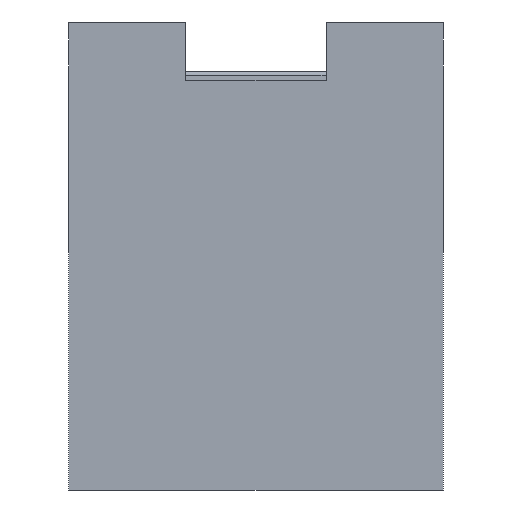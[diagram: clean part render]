
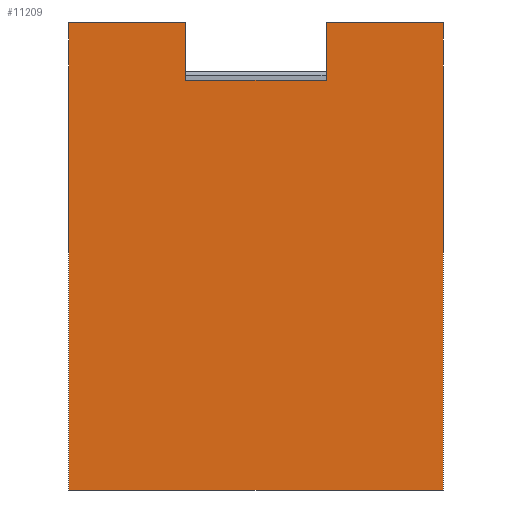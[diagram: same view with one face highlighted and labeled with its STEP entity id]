
A CAD part, front view. The second image highlights one B-rep face of the part: STEP entity #11209.
In plain terms, the highlighted planar face has unit normal (0, -1, 0).
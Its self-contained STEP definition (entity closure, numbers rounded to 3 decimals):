
#17=DIRECTION('',(0.,0.,-1.));
#18=VECTOR('',#17,2.);
#19=CARTESIAN_POINT('',(-0.8,-1.6,1.));
#20=LINE('',#19,#18);
#3856=DIRECTION('',(0.,0.,-1.));
#3857=VECTOR('',#3856,2.);
#3858=CARTESIAN_POINT('',(0.8,-1.6,1.));
#3859=LINE('',#3858,#3857);
#3941=DIRECTION('',(0.,0.,-1.));
#3942=VECTOR('',#3941,0.25);
#3943=CARTESIAN_POINT('',(0.3,-1.6,1.));
#3944=LINE('',#3943,#3942);
#3945=DIRECTION('',(1.,0.,0.));
#3946=VECTOR('',#3945,0.5);
#3947=CARTESIAN_POINT('',(0.3,-1.6,1.));
#3948=LINE('',#3947,#3946);
#3949=DIRECTION('',(1.,0.,0.));
#3950=VECTOR('',#3949,0.5);
#3951=CARTESIAN_POINT('',(-0.8,-1.6,1.));
#3952=LINE('',#3951,#3950);
#3953=DIRECTION('',(0.,0.,-1.));
#3954=VECTOR('',#3953,0.25);
#3955=CARTESIAN_POINT('',(-0.3,-1.6,1.));
#3956=LINE('',#3955,#3954);
#3957=DIRECTION('',(1.,0.,0.));
#3958=VECTOR('',#3957,0.6);
#3959=CARTESIAN_POINT('',(-0.3,-1.6,0.75));
#3960=LINE('',#3959,#3958);
#3961=DIRECTION('',(1.,0.,0.));
#3962=VECTOR('',#3961,1.6);
#3963=CARTESIAN_POINT('',(-0.8,-1.6,-1.));
#3964=LINE('',#3963,#3962);
#4252=CARTESIAN_POINT('',(-0.8,-1.6,1.));
#4254=VERTEX_POINT('',#4252);
#4255=CARTESIAN_POINT('',(-0.8,-1.6,-1.));
#4256=VERTEX_POINT('',#4255);
#4264=CARTESIAN_POINT('',(0.8,-1.6,1.));
#4266=VERTEX_POINT('',#4264);
#4267=CARTESIAN_POINT('',(0.8,-1.6,-1.));
#4268=VERTEX_POINT('',#4267);
#4282=CARTESIAN_POINT('',(0.3,-1.6,1.));
#4284=VERTEX_POINT('',#4282);
#4286=CARTESIAN_POINT('',(-0.3,-1.6,1.));
#4288=VERTEX_POINT('',#4286);
#4289=CARTESIAN_POINT('',(0.3,-1.6,0.75));
#4290=VERTEX_POINT('',#4289);
#4291=CARTESIAN_POINT('',(-0.3,-1.6,0.75));
#4292=VERTEX_POINT('',#4291);
#11193=CARTESIAN_POINT('',(-0.8,-1.6,1.));
#11194=DIRECTION('',(0.,-1.,0.));
#11195=DIRECTION('',(0.,0.,-1.));
#11196=AXIS2_PLACEMENT_3D('',#11193,#11194,#11195);
#11197=PLANE('',#11196);
#11198=ORIENTED_EDGE('',*,*,#11019,.F.);
#11199=ORIENTED_EDGE('',*,*,#11175,.T.);
#11200=ORIENTED_EDGE('',*,*,#11101,.T.);
#11202=ORIENTED_EDGE('',*,*,#11201,.F.);
#11203=ORIENTED_EDGE('',*,*,#5428,.F.);
#11204=ORIENTED_EDGE('',*,*,#11186,.T.);
#11205=ORIENTED_EDGE('',*,*,#5561,.T.);
#11206=ORIENTED_EDGE('',*,*,#5875,.T.);
#11207=EDGE_LOOP('',(#11198,#11199,#11200,#11202,#11203,#11204,#11205,#11206));
#11208=FACE_OUTER_BOUND('',#11207,.F.);
#5428=EDGE_CURVE('',#4254,#4256,#20,.T.);
#5561=EDGE_CURVE('',#4288,#4292,#3956,.T.);
#5875=EDGE_CURVE('',#4292,#4290,#3960,.T.);
#11019=EDGE_CURVE('',#4284,#4290,#3944,.T.);
#11101=EDGE_CURVE('',#4266,#4268,#3859,.T.);
#11175=EDGE_CURVE('',#4284,#4266,#3948,.T.);
#11186=EDGE_CURVE('',#4254,#4288,#3952,.T.);
#11201=EDGE_CURVE('',#4256,#4268,#3964,.T.);
#11209=ADVANCED_FACE('',(#11208),#11197,.T.);
